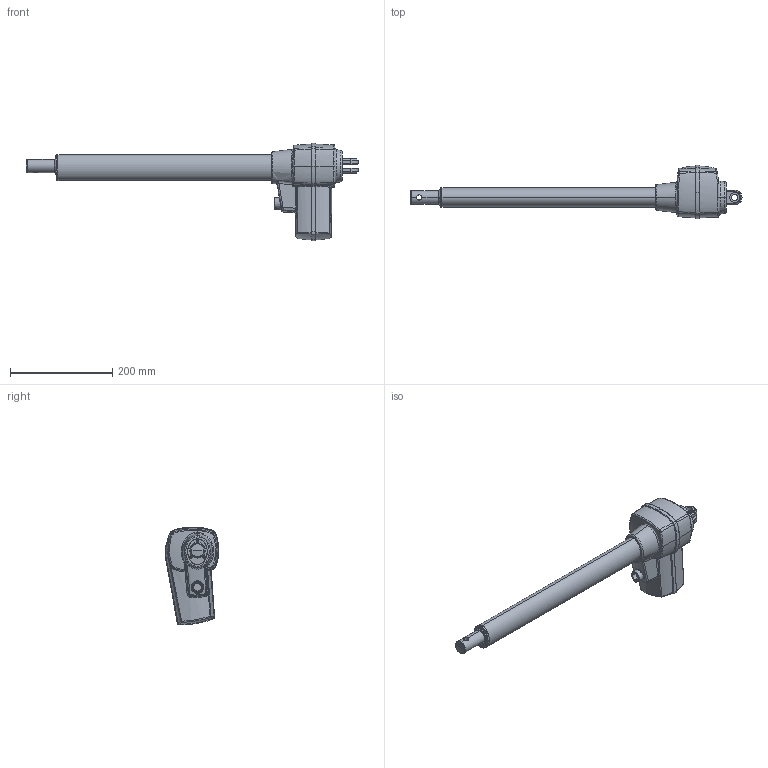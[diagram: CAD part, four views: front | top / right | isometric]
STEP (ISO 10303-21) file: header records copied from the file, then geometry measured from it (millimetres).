
FILE_DESCRIPTION (( 'STEP AP203' ), '1' );
FILE_NAME ('產品三維模型圖-TA24-U型下端-內管打孔上端-安裝角度0度-A.STEP', '2016-09-13T02:42:14', ( '' ), ( '' ), 'SwSTEP 2.0', 'SolidWorks 2015', '' );
FILE_SCHEMA (( 'CONFIG_CONTROL_DESIGN' ));
Length unit declared in the file: millimetre
Products named in the file (1): 產品三維模型圖-TA24-U型下端-內管打孔上端-安裝角度0度-A
Bounding box: 649.5 x 105.01 x 191.16 mm (x, y, z)
Volume: 1997091.2 mm3; surface area: 147232 mm2
Topology: 1 solids, 2 shells, 451 faces, 1066 edges, 620 vertices
Faces by surface type: bspline 205, plane 81, cylinder 74, torus 58, cone 20, sphere 13
Entity records: 29577 total; most frequent: CARTESIAN_POINT 20483, ORIENTED_EDGE 2114, DIRECTION 1583, EDGE_CURVE 1057, AXIS2_PLACEMENT_3D 679, VERTEX_POINT 620, EDGE_LOOP 471, FACE_OUTER_BOUND 451
